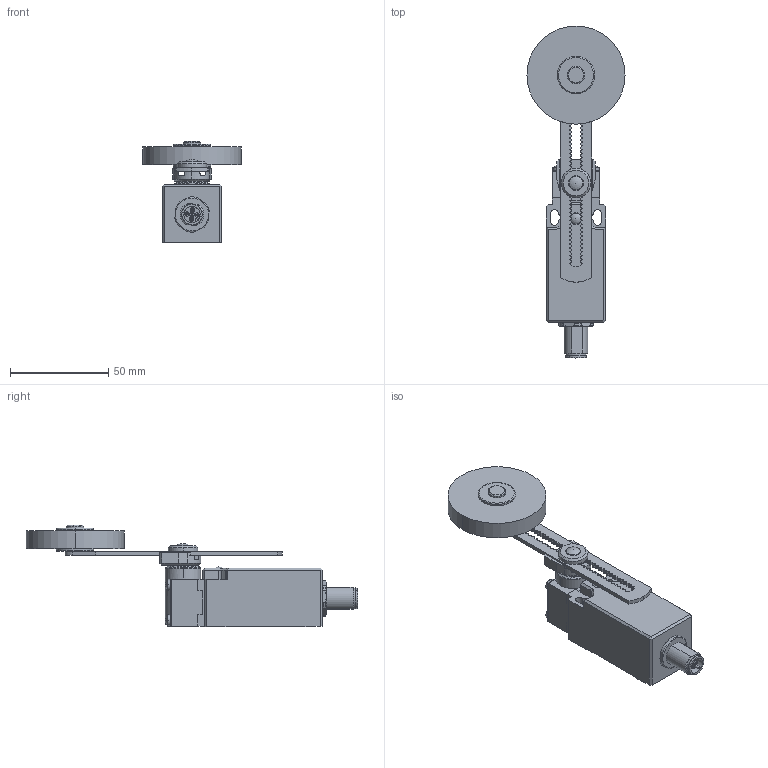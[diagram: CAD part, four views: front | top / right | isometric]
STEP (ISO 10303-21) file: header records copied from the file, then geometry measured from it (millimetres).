
FILE_DESCRIPTION (( 'STEP AP214' ), '1' );
FILE_NAME ('AAP7T5200Z11.step', '2019-09-05T21:12:01', ( '' ), ( '' ), 'SwSTEP 2.0', 'SolidWorks 2018', '' );
FILE_SCHEMA (( 'AUTOMOTIVE_DESIGN' ));
Length unit declared in the file: inch
Products named in the file (1): AAP7T5200Z11
Bounding box: 50 x 169.1 x 51.9 mm (x, y, z)
Volume: 89245.1 mm3; surface area: 27032.3 mm2
Topology: 6 solids, 6 shells, 911 faces, 2502 edges, 1637 vertices
Faces by surface type: cylinder 483, plane 362, cone 33, torus 23, sphere 10
Entity records: 41372 total; most frequent: CARTESIAN_POINT 5410, DIRECTION 5327, ORIENTED_EDGE 4996, EDGE_CURVE 2498, AXIS2_PLACEMENT_3D 1973, VERTEX_POINT 1635, VECTOR 1381, LINE 1381
